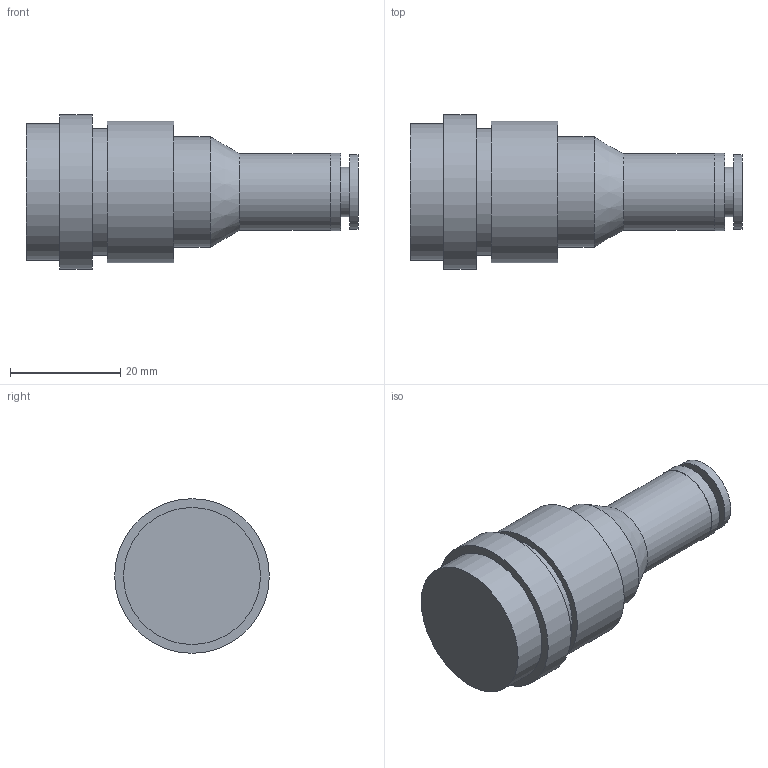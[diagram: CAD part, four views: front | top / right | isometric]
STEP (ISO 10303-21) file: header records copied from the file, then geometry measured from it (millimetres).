
FILE_DESCRIPTION( ( 'STEP AP214' ), '1' );
FILE_NAME( 'KK4S-08H.stp', '2020-05-04T11:27:35', ( 'License CC BY-ND 4.0' ), ( 'CADENAS' ), ' ', 'PARTsolutions', ' ' );
FILE_SCHEMA( ( 'AUTOMOTIVE_DESIGN { 1 0 10303 214 1 1 1 1 }' ) );
Length unit declared in the file: millimetre
Products named in the file (1): _KK4S-08H
Bounding box: 60.1 x 28 x 28 mm (x, y, z)
Volume: 19348.6 mm3; surface area: 5710.7 mm2
Topology: 1 solids, 1 shells, 21 faces, 31 edges, 20 vertices
Faces by surface type: cylinder 10, plane 10, cone 1
Full cylindrical faces by diameter (mm): 8 x1, 9 x1, 13.5 x1, 13.8 x1, 14 x1, 20 x1, 23 x1, 24.8 x1, 25.68 x1, 28 x1
Entity records: 598 total; most frequent: DIRECTION 84, CARTESIAN_POINT 62, AXIS2_PLACEMENT_3D 42, EDGE_LOOP 40, ORIENTED_EDGE 40, FACE_OUTER_BOUND 31, STYLED_ITEM 21, PRESENTATION_STYLE_ASSIGNMENT 21
